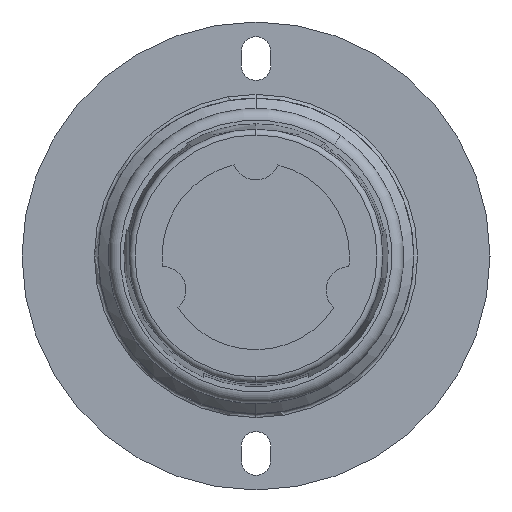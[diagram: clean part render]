
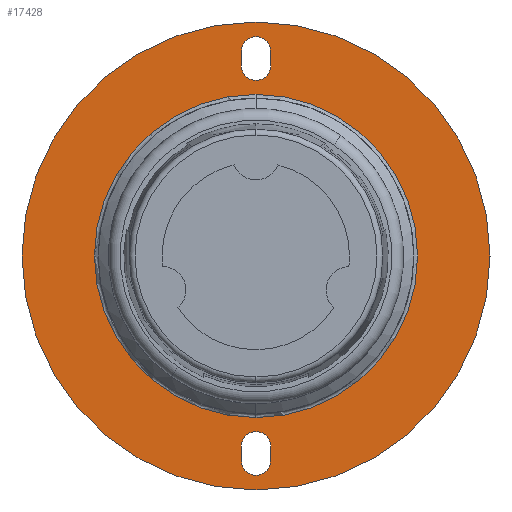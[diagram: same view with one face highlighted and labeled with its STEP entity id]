
A CAD part, left-side view. The second image highlights one B-rep face of the part: STEP entity #17428.
In plain terms, the highlighted planar face has unit normal (-1, 0, 0).
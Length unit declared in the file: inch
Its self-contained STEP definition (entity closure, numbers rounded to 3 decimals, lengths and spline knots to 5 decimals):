
#873 = VERTEX_POINT ( 'NONE', #8162 ) ;
#1299 = ORIENTED_EDGE ( 'NONE', *, *, #7255, .T. ) ;
#2384 = DIRECTION ( 'NONE',  ( -1., 0., 0. ) ) ;
#2576 = LINE ( 'NONE', #36819, #23440 ) ;
#2646 = ORIENTED_EDGE ( 'NONE', *, *, #30119, .F. ) ;
#2858 = AXIS2_PLACEMENT_3D ( 'NONE', #41863, #38890, #42085 ) ;
#2882 = CARTESIAN_POINT ( 'NONE',  ( -0.171, -0.078, -1.0935 ) ) ;
#2916 = DIRECTION ( 'NONE',  ( 0., -1., 0. ) ) ;
#3093 = CIRCLE ( 'NONE', #14768, 0.078 ) ;
#3995 = DIRECTION ( 'NONE',  ( 0., 0., -1. ) ) ;
#5108 = VERTEX_POINT ( 'NONE', #33735 ) ;
#5817 = CARTESIAN_POINT ( 'NONE',  ( -0.171, 0., 0. ) ) ;
#6044 = CIRCLE ( 'NONE', #31493, 1.25 ) ;
#6437 = EDGE_CURVE ( 'NONE', #873, #9217, #14773, .T. ) ;
#6559 = DIRECTION ( 'NONE',  ( 0., -1., 0. ) ) ;
#6736 = CARTESIAN_POINT ( 'NONE',  ( -0.171, 0.078, 1.0935 ) ) ;
#6873 = ORIENTED_EDGE ( 'NONE', *, *, #6437, .F. ) ;
#7255 = EDGE_CURVE ( 'NONE', #15609, #10479, #33810, .T. ) ;
#7726 = DIRECTION ( 'NONE',  ( 0., 0., 1. ) ) ;
#8108 = VERTEX_POINT ( 'NONE', #6736 ) ;
#8162 = CARTESIAN_POINT ( 'NONE',  ( -0.171, 0., -1.25 ) ) ;
#8615 = CARTESIAN_POINT ( 'NONE',  ( -0.171, 0.078, -1.0935 ) ) ;
#9054 = DIRECTION ( 'NONE',  ( 0., -1., 0. ) ) ;
#9188 = EDGE_LOOP ( 'NONE', ( #30764, #29437 ) ) ;
#9217 = VERTEX_POINT ( 'NONE', #34027 ) ;
#9408 = CARTESIAN_POINT ( 'NONE',  ( -0.171, 0., 1.0565 ) ) ;
#10288 = FACE_OUTER_BOUND ( 'NONE', #25712, .T. ) ;
#10381 = DIRECTION ( 'NONE',  ( 0., 0., 1. ) ) ;
#10479 = VERTEX_POINT ( 'NONE', #8615 ) ;
#11294 = VERTEX_POINT ( 'NONE', #22074 ) ;
#11695 = ORIENTED_EDGE ( 'NONE', *, *, #37153, .T. ) ;
#12372 = CARTESIAN_POINT ( 'NONE',  ( -0.171, 0., 0.863 ) ) ;
#13104 = VERTEX_POINT ( 'NONE', #16144 ) ;
#13184 = DIRECTION ( 'NONE',  ( 1., 0., 0. ) ) ;
#13472 = CIRCLE ( 'NONE', #16386, 0.078 ) ;
#13643 = EDGE_CURVE ( 'NONE', #10479, #25552, #2576, .T. ) ;
#14048 = ORIENTED_EDGE ( 'NONE', *, *, #13643, .T. ) ;
#14260 = CARTESIAN_POINT ( 'NONE',  ( -0.171, 0., 0. ) ) ;
#14580 = CARTESIAN_POINT ( 'NONE',  ( -0.171, 0., 0. ) ) ;
#14768 = AXIS2_PLACEMENT_3D ( 'NONE', #40282, #2384, #9054 ) ;
#14769 = ORIENTED_EDGE ( 'NONE', *, *, #38809, .T. ) ;
#14773 = CIRCLE ( 'NONE', #37346, 1.25 ) ;
#15352 = CIRCLE ( 'NONE', #35773, 0.863 ) ;
#15482 = CARTESIAN_POINT ( 'NONE',  ( -0.171, -0.078, 1.0935 ) ) ;
#15609 = VERTEX_POINT ( 'NONE', #2882 ) ;
#16144 = CARTESIAN_POINT ( 'NONE',  ( -0.171, -0.078, -1.0155 ) ) ;
#16386 = AXIS2_PLACEMENT_3D ( 'NONE', #40543, #13184, #27091 ) ;
#16760 = DIRECTION ( 'NONE',  ( 1., 0., 0. ) ) ;
#17063 = CARTESIAN_POINT ( 'NONE',  ( -0.171, 0., 1.0935 ) ) ;
#17135 = PLANE ( 'NONE',  #22312 ) ;
#17428 = ADVANCED_FACE ( 'NONE', ( #31256, #41509, #20983, #10288 ), #17135, .F. ) ;
#18018 = CIRCLE ( 'NONE', #28990, 0.078 ) ;
#18152 = LINE ( 'NONE', #22028, #20805 ) ;
#18264 = LINE ( 'NONE', #28792, #39741 ) ;
#19684 = CARTESIAN_POINT ( 'NONE',  ( -0.171, 0., -0.863 ) ) ;
#19715 = DIRECTION ( 'NONE',  ( 0., 0., 1. ) ) ;
#19819 = CARTESIAN_POINT ( 'NONE',  ( -0.171, 0., -1.0935 ) ) ;
#20641 = EDGE_CURVE ( 'NONE', #25552, #13104, #13472, .T. ) ;
#20805 = VECTOR ( 'NONE', #3995, 39.37008 ) ;
#20908 = VECTOR ( 'NONE', #32264, 39.37008 ) ;
#20983 = FACE_BOUND ( 'NONE', #9188, .T. ) ;
#22028 = CARTESIAN_POINT ( 'NONE',  ( -0.171, -0.078, 0. ) ) ;
#22074 = CARTESIAN_POINT ( 'NONE',  ( -0.171, 0.078, 1.0155 ) ) ;
#22312 = AXIS2_PLACEMENT_3D ( 'NONE', #9408, #40859, #44483 ) ;
#22896 = AXIS2_PLACEMENT_3D ( 'NONE', #19819, #37602, #2916 ) ;
#23440 = VECTOR ( 'NONE', #40918, 39.37008 ) ;
#24139 = EDGE_CURVE ( 'NONE', #28125, #27484, #26207, .T. ) ;
#25552 = VERTEX_POINT ( 'NONE', #37279 ) ;
#25712 = EDGE_LOOP ( 'NONE', ( #6873, #2646 ) ) ;
#26207 = CIRCLE ( 'NONE', #2858, 0.863 ) ;
#27091 = DIRECTION ( 'NONE',  ( 0., -1., 0. ) ) ;
#27484 = VERTEX_POINT ( 'NONE', #19684 ) ;
#27571 = DIRECTION ( 'NONE',  ( -1., 0., 0. ) ) ;
#28125 = VERTEX_POINT ( 'NONE', #12372 ) ;
#28637 = EDGE_LOOP ( 'NONE', ( #44000, #1299, #14048, #40409 ) ) ;
#28792 = CARTESIAN_POINT ( 'NONE',  ( -0.171, -0.078, 0. ) ) ;
#28990 = AXIS2_PLACEMENT_3D ( 'NONE', #17063, #27571, #6559 ) ;
#29437 = ORIENTED_EDGE ( 'NONE', *, *, #24139, .T. ) ;
#30119 = EDGE_CURVE ( 'NONE', #9217, #873, #6044, .T. ) ;
#30764 = ORIENTED_EDGE ( 'NONE', *, *, #34906, .T. ) ;
#31011 = VERTEX_POINT ( 'NONE', #15482 ) ;
#31256 = FACE_BOUND ( 'NONE', #39727, .T. ) ;
#31268 = ORIENTED_EDGE ( 'NONE', *, *, #36036, .F. ) ;
#31493 = AXIS2_PLACEMENT_3D ( 'NONE', #14580, #38954, #7726 ) ;
#32264 = DIRECTION ( 'NONE',  ( 0., 0., 1. ) ) ;
#32406 = EDGE_CURVE ( 'NONE', #13104, #15609, #18152, .T. ) ;
#33735 = CARTESIAN_POINT ( 'NONE',  ( -0.171, -0.078, 1.0155 ) ) ;
#33810 = CIRCLE ( 'NONE', #22896, 0.078 ) ;
#34027 = CARTESIAN_POINT ( 'NONE',  ( -0.171, 0., 1.25 ) ) ;
#34906 = EDGE_CURVE ( 'NONE', #27484, #28125, #15352, .T. ) ;
#35773 = AXIS2_PLACEMENT_3D ( 'NONE', #5817, #16760, #19715 ) ;
#36036 = EDGE_CURVE ( 'NONE', #11294, #5108, #3093, .T. ) ;
#36819 = CARTESIAN_POINT ( 'NONE',  ( -0.171, 0.078, 0. ) ) ;
#37153 = EDGE_CURVE ( 'NONE', #31011, #5108, #18264, .T. ) ;
#37279 = CARTESIAN_POINT ( 'NONE',  ( -0.171, 0.078, -1.0155 ) ) ;
#37346 = AXIS2_PLACEMENT_3D ( 'NONE', #14260, #41400, #10381 ) ;
#37602 = DIRECTION ( 'NONE',  ( 1., 0., 0. ) ) ;
#38655 = CARTESIAN_POINT ( 'NONE',  ( -0.171, 0.078, 0. ) ) ;
#38809 = EDGE_CURVE ( 'NONE', #11294, #8108, #39333, .T. ) ;
#38890 = DIRECTION ( 'NONE',  ( 1., 0., 0. ) ) ;
#38954 = DIRECTION ( 'NONE',  ( 1., 0., 0. ) ) ;
#39333 = LINE ( 'NONE', #38655, #20908 ) ;
#39727 = EDGE_LOOP ( 'NONE', ( #11695, #31268, #14769, #41133 ) ) ;
#39741 = VECTOR ( 'NONE', #42427, 39.37008 ) ;
#40282 = CARTESIAN_POINT ( 'NONE',  ( -0.171, 0., 1.0155 ) ) ;
#40409 = ORIENTED_EDGE ( 'NONE', *, *, #20641, .T. ) ;
#40543 = CARTESIAN_POINT ( 'NONE',  ( -0.171, 0., -1.0155 ) ) ;
#40859 = DIRECTION ( 'NONE',  ( 1., 0., 0. ) ) ;
#40918 = DIRECTION ( 'NONE',  ( 0., 0., 1. ) ) ;
#41133 = ORIENTED_EDGE ( 'NONE', *, *, #41988, .F. ) ;
#41400 = DIRECTION ( 'NONE',  ( 1., 0., 0. ) ) ;
#41509 = FACE_BOUND ( 'NONE', #28637, .T. ) ;
#41863 = CARTESIAN_POINT ( 'NONE',  ( -0.171, 0., 0. ) ) ;
#41988 = EDGE_CURVE ( 'NONE', #31011, #8108, #18018, .T. ) ;
#42085 = DIRECTION ( 'NONE',  ( 0., 0., 1. ) ) ;
#42427 = DIRECTION ( 'NONE',  ( 0., 0., -1. ) ) ;
#44000 = ORIENTED_EDGE ( 'NONE', *, *, #32406, .T. ) ;
#44483 = DIRECTION ( 'NONE',  ( 0., 1., 0. ) ) ;
